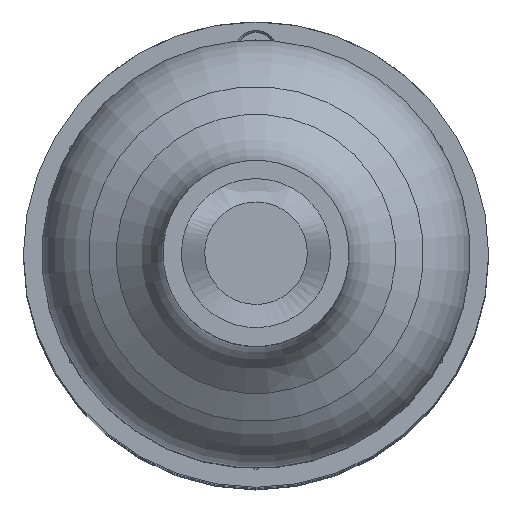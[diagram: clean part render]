
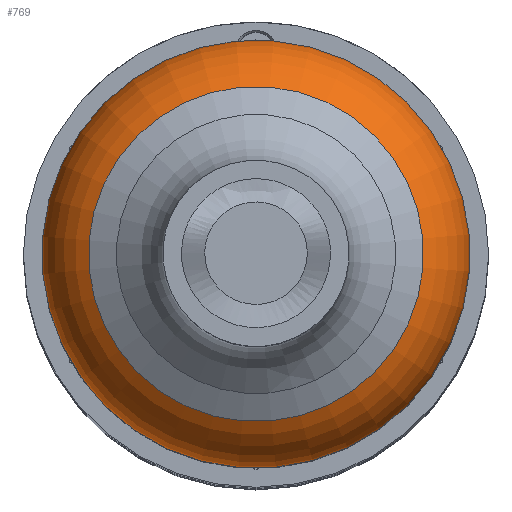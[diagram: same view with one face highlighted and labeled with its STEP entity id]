
A CAD part, top view. The second image highlights one B-rep face of the part: STEP entity #769.
In plain terms, the highlighted toroidal (fillet/blend) face has major radius 6.5 mm and minor radius 5 mm.
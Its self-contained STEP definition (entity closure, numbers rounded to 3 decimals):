
#51 = CARTESIAN_POINT ( 'NONE',  ( 0., 0., 19.443 ) ) ;
#54 = DIRECTION ( 'NONE',  ( 0.264, -0.964, 0. ) ) ;
#64 = DIRECTION ( 'NONE',  ( 0., 0., 1. ) ) ;
#160 = DIRECTION ( 'NONE',  ( 0.264, -0.964, 0. ) ) ;
#162 = DIRECTION ( 'NONE',  ( 0., 0., 1. ) ) ;
#163 = CARTESIAN_POINT ( 'NONE',  ( 0., 0., 15.113 ) ) ;
#421 = DIRECTION ( 'NONE',  ( 0.264, -0.964, 0. ) ) ;
#423 = CARTESIAN_POINT ( 'NONE',  ( 0., 0., 15.113 ) ) ;
#426 = DIRECTION ( 'NONE',  ( 0., 0., 1. ) ) ;
#517 = CARTESIAN_POINT ( 'NONE',  ( 3.037, -11.092, 15.113 ) ) ;
#555 = CARTESIAN_POINT ( 'NONE',  ( 2.377, -8.68, 19.443 ) ) ;
#578 = EDGE_CURVE ( 'NONE', #1104, #1104, #835, .T. ) ;
#580 = EDGE_CURVE ( 'NONE', #1101, #1101, #825, .T. ) ;
#639 = AXIS2_PLACEMENT_3D ( 'NONE', #51, #64, #54 ) ;
#640 = AXIS2_PLACEMENT_3D ( 'NONE', #163, #162, #160 ) ;
#695 = AXIS2_PLACEMENT_3D ( 'NONE', #423, #426, #421 ) ;
#769 = ADVANCED_FACE ( 'NONE', ( #1065, #1048 ), #1013, .T. ) ;
#825 = CIRCLE ( 'NONE', #640, 11.5 ) ;
#835 = CIRCLE ( 'NONE', #639, 9. ) ;
#862 = EDGE_LOOP ( 'NONE', ( #962 ) ) ;
#870 = EDGE_LOOP ( 'NONE', ( #1000 ) ) ;
#962 = ORIENTED_EDGE ( 'NONE', *, *, #580, .T. ) ;
#1000 = ORIENTED_EDGE ( 'NONE', *, *, #578, .F. ) ;
#1013 = TOROIDAL_SURFACE ( 'NONE', #695, 6.5, 5. ) ;
#1048 = FACE_OUTER_BOUND ( 'NONE', #862, .T. ) ;
#1065 = FACE_OUTER_BOUND ( 'NONE', #870, .T. ) ;
#1101 = VERTEX_POINT ( 'NONE', #517 ) ;
#1104 = VERTEX_POINT ( 'NONE', #555 ) ;
